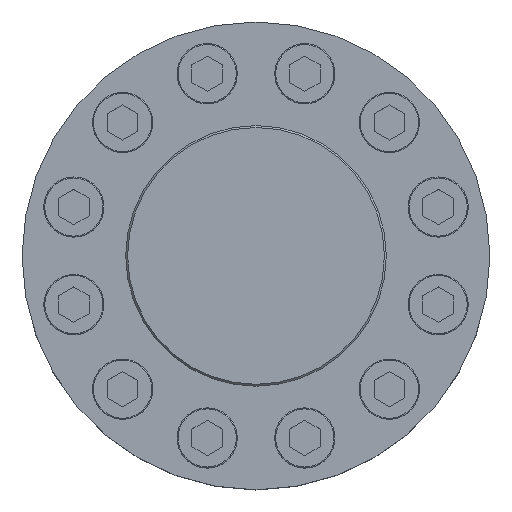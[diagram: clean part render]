
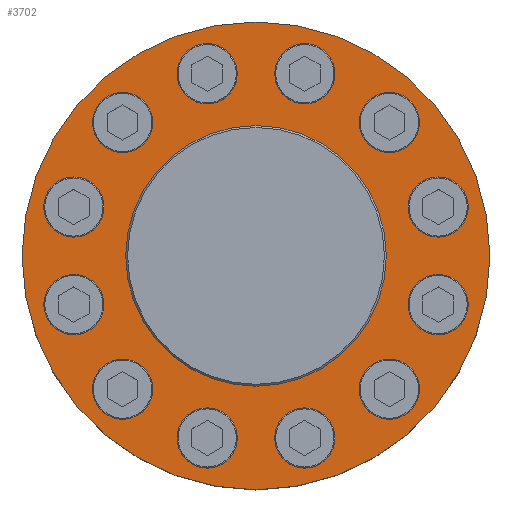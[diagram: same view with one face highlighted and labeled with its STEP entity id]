
A CAD part, top view. The second image highlights one B-rep face of the part: STEP entity #3702.
In plain terms, the highlighted planar face has unit normal (0, 0, 1).
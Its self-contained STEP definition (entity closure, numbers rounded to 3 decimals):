
#517=ORIENTED_EDGE('',*,*,#1135,.T.);
#518=ORIENTED_EDGE('',*,*,#1136,.T.);
#519=ORIENTED_EDGE('',*,*,#1137,.T.);
#520=ORIENTED_EDGE('',*,*,#1138,.T.);
#521=ORIENTED_EDGE('',*,*,#1139,.T.);
#522=ORIENTED_EDGE('',*,*,#1140,.T.);
#523=ORIENTED_EDGE('',*,*,#1141,.F.);
#524=ORIENTED_EDGE('',*,*,#1142,.T.);
#525=ORIENTED_EDGE('',*,*,#1143,.T.);
#526=ORIENTED_EDGE('',*,*,#1144,.T.);
#527=ORIENTED_EDGE('',*,*,#1145,.T.);
#528=ORIENTED_EDGE('',*,*,#1146,.T.);
#529=ORIENTED_EDGE('',*,*,#1147,.T.);
#530=ORIENTED_EDGE('',*,*,#1148,.T.);
#1135=EDGE_CURVE('',#1444,#1444,#1681,.T.);
#1136=EDGE_CURVE('',#1445,#1445,#1682,.T.);
#1137=EDGE_CURVE('',#1446,#1446,#1683,.T.);
#1138=EDGE_CURVE('',#1447,#1447,#1684,.T.);
#1139=EDGE_CURVE('',#1448,#1448,#1685,.T.);
#1140=EDGE_CURVE('',#1449,#1449,#1686,.T.);
#1141=EDGE_CURVE('',#1450,#1450,#1687,.T.);
#1142=EDGE_CURVE('',#1451,#1451,#1688,.T.);
#1143=EDGE_CURVE('',#1452,#1452,#1689,.T.);
#1144=EDGE_CURVE('',#1453,#1453,#1690,.T.);
#1145=EDGE_CURVE('',#1454,#1454,#1691,.T.);
#1146=EDGE_CURVE('',#1455,#1455,#1692,.T.);
#1147=EDGE_CURVE('',#1456,#1456,#1693,.T.);
#1148=EDGE_CURVE('',#1457,#1457,#1694,.T.);
#1444=VERTEX_POINT('',#4922);
#1445=VERTEX_POINT('',#4924);
#1446=VERTEX_POINT('',#4926);
#1447=VERTEX_POINT('',#4928);
#1448=VERTEX_POINT('',#4930);
#1449=VERTEX_POINT('',#4932);
#1450=VERTEX_POINT('',#4934);
#1451=VERTEX_POINT('',#4936);
#1452=VERTEX_POINT('',#4938);
#1453=VERTEX_POINT('',#4940);
#1454=VERTEX_POINT('',#4942);
#1455=VERTEX_POINT('',#4944);
#1456=VERTEX_POINT('',#4946);
#1457=VERTEX_POINT('',#4948);
#1681=CIRCLE('',#3889,31.5);
#1682=CIRCLE('',#3890,31.5);
#1683=CIRCLE('',#3891,31.5);
#1684=CIRCLE('',#3892,31.5);
#1685=CIRCLE('',#3893,31.5);
#1686=CIRCLE('',#3894,31.5);
#1687=CIRCLE('',#3895,136.5);
#1688=CIRCLE('',#3896,245.);
#1689=CIRCLE('',#3897,31.5);
#1690=CIRCLE('',#3898,31.5);
#1691=CIRCLE('',#3899,31.5);
#1692=CIRCLE('',#3900,31.5);
#1693=CIRCLE('',#3901,31.5);
#1694=CIRCLE('',#3902,31.5);
#1774=EDGE_LOOP('',(#517));
#1775=EDGE_LOOP('',(#518));
#1776=EDGE_LOOP('',(#519));
#1777=EDGE_LOOP('',(#520));
#1778=EDGE_LOOP('',(#521));
#1779=EDGE_LOOP('',(#522));
#1780=EDGE_LOOP('',(#523));
#1781=EDGE_LOOP('',(#524));
#1782=EDGE_LOOP('',(#525));
#1783=EDGE_LOOP('',(#526));
#1784=EDGE_LOOP('',(#527));
#1785=EDGE_LOOP('',(#528));
#1786=EDGE_LOOP('',(#529));
#1787=EDGE_LOOP('',(#530));
#2056=FACE_BOUND('',#1774,.T.);
#2057=FACE_BOUND('',#1775,.T.);
#2058=FACE_BOUND('',#1776,.T.);
#2059=FACE_BOUND('',#1777,.T.);
#2060=FACE_BOUND('',#1778,.T.);
#2061=FACE_BOUND('',#1779,.T.);
#2062=FACE_BOUND('',#1780,.T.);
#2063=FACE_BOUND('',#1781,.T.);
#2064=FACE_BOUND('',#1782,.T.);
#2065=FACE_BOUND('',#1783,.T.);
#2066=FACE_BOUND('',#1784,.T.);
#2067=FACE_BOUND('',#1785,.T.);
#2068=FACE_BOUND('',#1786,.T.);
#2069=FACE_BOUND('',#1787,.T.);
#2338=PLANE('',#3888);
#3702=ADVANCED_FACE('',(#2056,#2057,#2058,#2059,#2060,#2061,#2062,#2063,
#2064,#2065,#2066,#2067,#2068,#2069),#2338,.T.);
#3888=AXIS2_PLACEMENT_3D('',#4920,#4161,#4162);
#3889=AXIS2_PLACEMENT_3D('',#4921,#4163,#4164);
#3890=AXIS2_PLACEMENT_3D('',#4923,#4165,#4166);
#3891=AXIS2_PLACEMENT_3D('',#4925,#4167,#4168);
#3892=AXIS2_PLACEMENT_3D('',#4927,#4169,#4170);
#3893=AXIS2_PLACEMENT_3D('',#4929,#4171,#4172);
#3894=AXIS2_PLACEMENT_3D('',#4931,#4173,#4174);
#3895=AXIS2_PLACEMENT_3D('',#4933,#4175,#4176);
#3896=AXIS2_PLACEMENT_3D('',#4935,#4177,#4178);
#3897=AXIS2_PLACEMENT_3D('',#4937,#4179,#4180);
#3898=AXIS2_PLACEMENT_3D('',#4939,#4181,#4182);
#3899=AXIS2_PLACEMENT_3D('',#4941,#4183,#4184);
#3900=AXIS2_PLACEMENT_3D('',#4943,#4185,#4186);
#3901=AXIS2_PLACEMENT_3D('',#4945,#4187,#4188);
#3902=AXIS2_PLACEMENT_3D('',#4947,#4189,#4190);
#4161=DIRECTION('',(0.,0.,1.));
#4162=DIRECTION('',(1.,0.,0.));
#4163=DIRECTION('',(0.,0.,-1.));
#4164=DIRECTION('',(-1.,0.,0.));
#4165=DIRECTION('',(0.,0.,-1.));
#4166=DIRECTION('',(-1.,0.,0.));
#4167=DIRECTION('',(0.,0.,-1.));
#4168=DIRECTION('',(-1.,0.,0.));
#4169=DIRECTION('',(0.,0.,-1.));
#4170=DIRECTION('',(-1.,0.,0.));
#4171=DIRECTION('',(0.,0.,-1.));
#4172=DIRECTION('',(-1.,0.,0.));
#4173=DIRECTION('',(0.,0.,-1.));
#4174=DIRECTION('',(-1.,0.,0.));
#4175=DIRECTION('',(0.,0.,1.));
#4176=DIRECTION('',(1.,0.,0.));
#4177=DIRECTION('',(0.,0.,1.));
#4178=DIRECTION('',(1.,0.,0.));
#4179=DIRECTION('',(0.,0.,-1.));
#4180=DIRECTION('',(-1.,0.,0.));
#4181=DIRECTION('',(0.,0.,-1.));
#4182=DIRECTION('',(-1.,0.,0.));
#4183=DIRECTION('',(0.,0.,-1.));
#4184=DIRECTION('',(-1.,0.,0.));
#4185=DIRECTION('',(0.,0.,-1.));
#4186=DIRECTION('',(-1.,0.,0.));
#4187=DIRECTION('',(0.,0.,-1.));
#4188=DIRECTION('',(-1.,0.,0.));
#4189=DIRECTION('',(0.,0.,-1.));
#4190=DIRECTION('',(-1.,0.,0.));
#4920=CARTESIAN_POINT('',(0.,0.,120.));
#4921=CARTESIAN_POINT('',(139.654,-139.654,120.));
#4922=CARTESIAN_POINT('',(108.154,-139.654,120.));
#4923=CARTESIAN_POINT('',(-51.117,-190.77,120.));
#4924=CARTESIAN_POINT('',(-82.617,-190.77,120.));
#4925=CARTESIAN_POINT('',(-190.77,-51.117,120.));
#4926=CARTESIAN_POINT('',(-222.27,-51.117,120.));
#4927=CARTESIAN_POINT('',(-139.654,139.654,120.));
#4928=CARTESIAN_POINT('',(-171.154,139.654,120.));
#4929=CARTESIAN_POINT('',(139.654,139.654,120.));
#4930=CARTESIAN_POINT('',(108.154,139.654,120.));
#4931=CARTESIAN_POINT('',(51.117,190.77,120.));
#4932=CARTESIAN_POINT('',(19.617,190.77,120.));
#4933=CARTESIAN_POINT('',(0.,0.,120.));
#4934=CARTESIAN_POINT('',(136.5,0.,120.));
#4935=CARTESIAN_POINT('',(0.,0.,120.));
#4936=CARTESIAN_POINT('',(245.,0.,120.));
#4937=CARTESIAN_POINT('',(190.77,51.117,120.));
#4938=CARTESIAN_POINT('',(159.27,51.117,120.));
#4939=CARTESIAN_POINT('',(-51.117,190.77,120.));
#4940=CARTESIAN_POINT('',(-82.617,190.77,120.));
#4941=CARTESIAN_POINT('',(-190.77,51.117,120.));
#4942=CARTESIAN_POINT('',(-222.27,51.117,120.));
#4943=CARTESIAN_POINT('',(-139.654,-139.654,120.));
#4944=CARTESIAN_POINT('',(-171.154,-139.654,120.));
#4945=CARTESIAN_POINT('',(51.117,-190.77,120.));
#4946=CARTESIAN_POINT('',(19.617,-190.77,120.));
#4947=CARTESIAN_POINT('',(190.77,-51.117,120.));
#4948=CARTESIAN_POINT('',(159.27,-51.117,120.));
